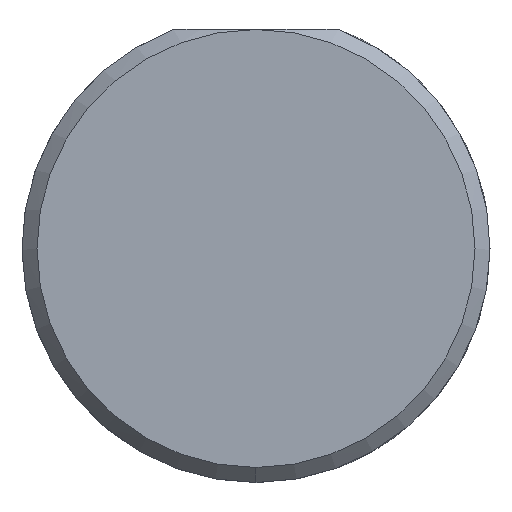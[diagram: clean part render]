
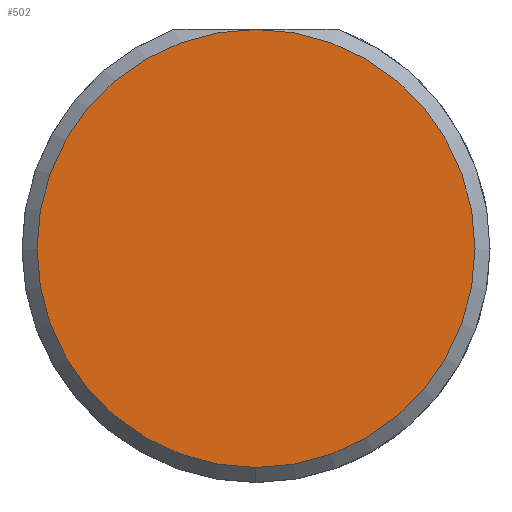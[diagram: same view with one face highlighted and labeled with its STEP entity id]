
A CAD part, left-side view. The second image highlights one B-rep face of the part: STEP entity #502.
In plain terms, the highlighted planar face has unit normal (-1, 0, 0).
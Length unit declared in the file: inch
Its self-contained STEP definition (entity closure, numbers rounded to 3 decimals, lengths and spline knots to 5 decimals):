
#57 = DIRECTION ( 'NONE',  ( -1., 0., 0. ) ) ;
#82 = EDGE_CURVE ( 'NONE', #224, #289, #533, .T. ) ;
#86 = AXIS2_PLACEMENT_3D ( 'NONE', #657, #109, #353 ) ;
#106 = DIRECTION ( 'NONE',  ( 1., 0., 0. ) ) ;
#109 = DIRECTION ( 'NONE',  ( -1., 0., 0. ) ) ;
#161 = DIRECTION ( 'NONE',  ( 0., 0., -1. ) ) ;
#177 = AXIS2_PLACEMENT_3D ( 'NONE', #733, #57, #482 ) ;
#224 = VERTEX_POINT ( 'NONE', #280 ) ;
#280 = CARTESIAN_POINT ( 'NONE',  ( 0., 0., -0.1461 ) ) ;
#282 = ORIENTED_EDGE ( 'NONE', *, *, #531, .T. ) ;
#289 = VERTEX_POINT ( 'NONE', #764 ) ;
#353 = DIRECTION ( 'NONE',  ( 0., 0., -1. ) ) ;
#433 = CIRCLE ( 'NONE', #86, 0.1461 ) ;
#482 = DIRECTION ( 'NONE',  ( 0., 0., -1. ) ) ;
#502 = ADVANCED_FACE ( 'NONE', ( #717 ), #720, .F. ) ;
#525 = ORIENTED_EDGE ( 'NONE', *, *, #82, .T. ) ;
#529 = EDGE_LOOP ( 'NONE', ( #282, #525 ) ) ;
#531 = EDGE_CURVE ( 'NONE', #289, #224, #433, .T. ) ;
#533 = CIRCLE ( 'NONE', #177, 0.1461 ) ;
#651 = CARTESIAN_POINT ( 'NONE',  ( 0., 0., 0. ) ) ;
#657 = CARTESIAN_POINT ( 'NONE',  ( 0., 0., 0. ) ) ;
#670 = AXIS2_PLACEMENT_3D ( 'NONE', #651, #106, #161 ) ;
#717 = FACE_OUTER_BOUND ( 'NONE', #529, .T. ) ;
#720 = PLANE ( 'NONE',  #670 ) ;
#733 = CARTESIAN_POINT ( 'NONE',  ( 0., 0., 0. ) ) ;
#764 = CARTESIAN_POINT ( 'NONE',  ( 0., 0., 0.1461 ) ) ;
